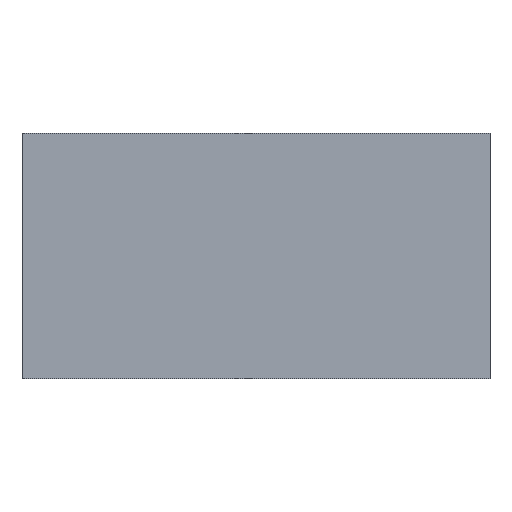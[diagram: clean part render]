
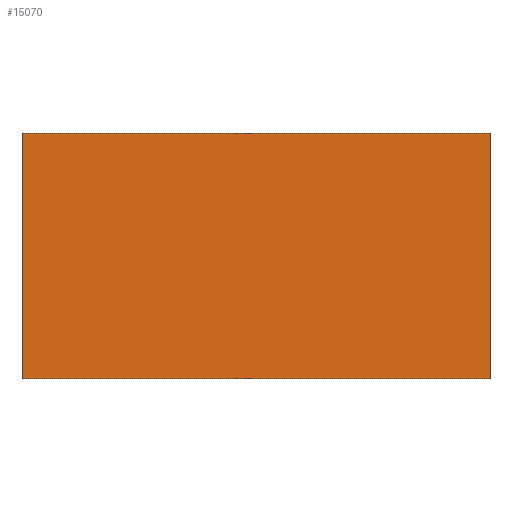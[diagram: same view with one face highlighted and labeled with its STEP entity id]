
A CAD part, top view. The second image highlights one B-rep face of the part: STEP entity #15070.
In plain terms, the highlighted planar face has unit normal (0, 0, 1).
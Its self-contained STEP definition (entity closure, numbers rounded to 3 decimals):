
#1927=FACE_OUTER_BOUND('',#2934,.T.);
#2934=EDGE_LOOP('',(#13079,#13080,#13081,#13082));
#4061=LINE('',#39042,#5127);
#4067=LINE('',#39053,#5133);
#4071=LINE('',#39061,#5137);
#4072=LINE('',#39063,#5138);
#5127=VECTOR('',#20679,10.);
#5133=VECTOR('',#20687,10.);
#5137=VECTOR('',#20695,10.);
#5138=VECTOR('',#20698,10.);
#7108=VERTEX_POINT('',#39040);
#7109=VERTEX_POINT('',#39041);
#7113=VERTEX_POINT('',#39050);
#7115=VERTEX_POINT('',#39059);
#9130=EDGE_CURVE('',#7108,#7109,#4061,.T.);
#9136=EDGE_CURVE('',#7109,#7113,#4067,.T.);
#9140=EDGE_CURVE('',#7108,#7115,#4071,.T.);
#9141=EDGE_CURVE('',#7113,#7115,#4072,.T.);
#13079=ORIENTED_EDGE('',*,*,#9141,.F.);
#13080=ORIENTED_EDGE('',*,*,#9136,.F.);
#13081=ORIENTED_EDGE('',*,*,#9130,.F.);
#13082=ORIENTED_EDGE('',*,*,#9140,.T.);
#14268=PLANE('',#16739);
#15070=ADVANCED_FACE('',(#1927),#14268,.T.);
#16739=AXIS2_PLACEMENT_3D('',#39062,#20696,#20697);
#20679=DIRECTION('',(0.,1.,0.));
#20687=DIRECTION('',(1.,0.,0.));
#20695=DIRECTION('',(1.,0.,0.));
#20696=DIRECTION('center_axis',(0.,0.,1.));
#20697=DIRECTION('ref_axis',(0.,-1.,0.));
#20698=DIRECTION('',(0.,-1.,0.));
#39040=CARTESIAN_POINT('',(-1191.754,-610.869,1057.01));
#39041=CARTESIAN_POINT('',(-1191.754,638.869,1057.01));
#39042=CARTESIAN_POINT('',(-1191.754,-298.435,1057.01));
#39050=CARTESIAN_POINT('',(1191.754,638.869,1057.01));
#39053=CARTESIAN_POINT('',(0.,638.869,1057.01));
#39059=CARTESIAN_POINT('',(1191.754,-610.869,1057.01));
#39061=CARTESIAN_POINT('',(0.,-610.869,1057.01));
#39062=CARTESIAN_POINT('Origin',(0.,638.869,1057.01));
#39063=CARTESIAN_POINT('',(1191.754,326.435,1057.01));
